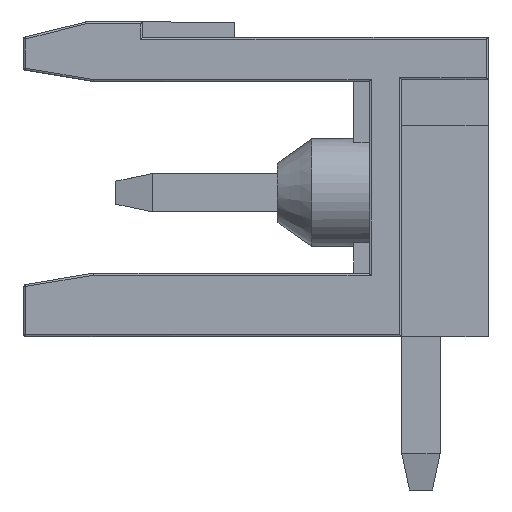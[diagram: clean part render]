
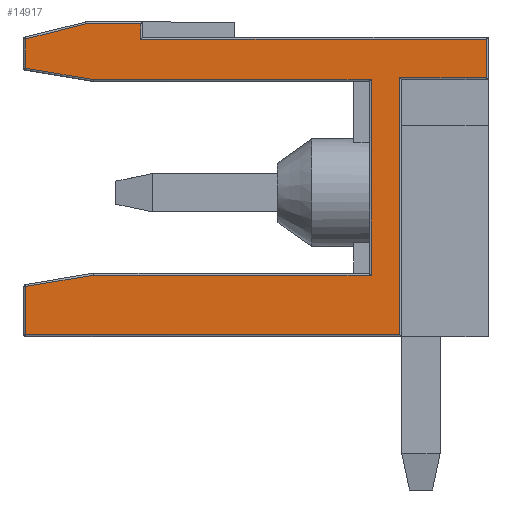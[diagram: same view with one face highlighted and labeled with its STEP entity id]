
A CAD part, left-side view. The second image highlights one B-rep face of the part: STEP entity #14917.
In plain terms, the highlighted planar face has unit normal (-1, 0, 0).
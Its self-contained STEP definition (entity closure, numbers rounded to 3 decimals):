
#218 = PLANE ( 'NONE',  #2664 ) ;
#446 = VECTOR ( 'NONE', #14385, 1000. ) ;
#723 = VECTOR ( 'NONE', #17051, 1000. ) ;
#830 = VECTOR ( 'NONE', #1396, 1000. ) ;
#902 = CARTESIAN_POINT ( 'NONE',  ( 0., 0., 6.75 ) ) ;
#990 = CARTESIAN_POINT ( 'NONE',  ( 0., 9., 7.75 ) ) ;
#1050 = VECTOR ( 'NONE', #16921, 1000. ) ;
#1139 = LINE ( 'NONE', #7946, #22333 ) ;
#1278 = CARTESIAN_POINT ( 'NONE',  ( 0., 12.1, 8.15 ) ) ;
#1396 = DIRECTION ( 'NONE',  ( 0., 0., 1. ) ) ;
#1511 = EDGE_CURVE ( 'NONE', #13742, #4930, #21305, .T. ) ;
#1571 = VECTOR ( 'NONE', #2737, 1000. ) ;
#1738 = LINE ( 'NONE', #17519, #17343 ) ;
#1918 = VERTEX_POINT ( 'NONE', #19218 ) ;
#2140 = CARTESIAN_POINT ( 'NONE',  ( 0., 12.1, 8.2 ) ) ;
#2433 = DIRECTION ( 'NONE',  ( 0., 0., -1. ) ) ;
#2588 = LINE ( 'NONE', #7031, #1571 ) ;
#2664 = AXIS2_PLACEMENT_3D ( 'NONE', #2140, #9426, #2433 ) ;
#2672 = VERTEX_POINT ( 'NONE', #19248 ) ;
#2737 = DIRECTION ( 'NONE',  ( 0., -1., 0. ) ) ;
#3430 = LINE ( 'NONE', #7713, #16043 ) ;
#3608 = LINE ( 'NONE', #12706, #830 ) ;
#4129 = DIRECTION ( 'NONE',  ( 0., -1., 0. ) ) ;
#4388 = EDGE_CURVE ( 'NONE', #4930, #19709, #3608, .T. ) ;
#4439 = CARTESIAN_POINT ( 'NONE',  ( 0., 10.494, 8.15 ) ) ;
#4551 = LINE ( 'NONE', #24682, #23983 ) ;
#4930 = VERTEX_POINT ( 'NONE', #23356 ) ;
#5152 = CARTESIAN_POINT ( 'NONE',  ( 0., 12.092, 1.299 ) ) ;
#5524 = DIRECTION ( 'NONE',  ( 0., -0.986, -0.165 ) ) ;
#5763 = VERTEX_POINT ( 'NONE', #10539 ) ;
#5984 = DIRECTION ( 'NONE',  ( 0., 1., 0. ) ) ;
#6041 = CARTESIAN_POINT ( 'NONE',  ( 0., 3.05, 1.6 ) ) ;
#6217 = CARTESIAN_POINT ( 'NONE',  ( 0., 3.05, 6.7 ) ) ;
#6228 = DIRECTION ( 'NONE',  ( 0., 0.97, -0.243 ) ) ;
#6361 = ORIENTED_EDGE ( 'NONE', *, *, #29134, .T. ) ;
#6494 = ORIENTED_EDGE ( 'NONE', *, *, #11988, .T. ) ;
#6791 = EDGE_CURVE ( 'NONE', #2672, #12942, #23808, .T. ) ;
#7031 = CARTESIAN_POINT ( 'NONE',  ( 0., 3.1, 6.7 ) ) ;
#7477 = CARTESIAN_POINT ( 'NONE',  ( 0., 0.05, 7.75 ) ) ;
#7511 = VERTEX_POINT ( 'NONE', #6041 ) ;
#7713 = CARTESIAN_POINT ( 'NONE',  ( 0., 2.3, 6.7 ) ) ;
#7946 = CARTESIAN_POINT ( 'NONE',  ( 0., 10.3, 1.6 ) ) ;
#8983 = EDGE_CURVE ( 'NONE', #5763, #22428, #2588, .T. ) ;
#9426 = DIRECTION ( 'NONE',  ( 1., 0., 0. ) ) ;
#9433 = EDGE_CURVE ( 'NONE', #12942, #19658, #4551, .T. ) ;
#9737 = LINE ( 'NONE', #16593, #20049 ) ;
#9958 = ORIENTED_EDGE ( 'NONE', *, *, #27328, .T. ) ;
#10148 = EDGE_CURVE ( 'NONE', #19614, #1918, #14383, .T. ) ;
#10539 = CARTESIAN_POINT ( 'NONE',  ( 0., 10.296, 6.7 ) ) ;
#10724 = EDGE_CURVE ( 'NONE', #19658, #13742, #3430, .T. ) ;
#10737 = CARTESIAN_POINT ( 'NONE',  ( 0., 12.088, 7.751 ) ) ;
#11131 = DIRECTION ( 'NONE',  ( 0., 0., 1. ) ) ;
#11988 = EDGE_CURVE ( 'NONE', #14712, #24911, #1738, .T. ) ;
#12107 = VERTEX_POINT ( 'NONE', #18568 ) ;
#12233 = EDGE_CURVE ( 'NONE', #19709, #14712, #23598, .T. ) ;
#12615 = CARTESIAN_POINT ( 'NONE',  ( 0., 12.05, 8.2 ) ) ;
#12706 = CARTESIAN_POINT ( 'NONE',  ( 0., 0.05, 7.8 ) ) ;
#12742 = LINE ( 'NONE', #1278, #25600 ) ;
#12799 = VECTOR ( 'NONE', #21986, 1000. ) ;
#12942 = VERTEX_POINT ( 'NONE', #21837 ) ;
#13696 = EDGE_CURVE ( 'NONE', #25495, #19614, #29080, .T. ) ;
#13742 = VERTEX_POINT ( 'NONE', #17406 ) ;
#13914 = CARTESIAN_POINT ( 'NONE',  ( 0., 9.05, 7.75 ) ) ;
#14383 = LINE ( 'NONE', #12615, #1050 ) ;
#14385 = DIRECTION ( 'NONE',  ( 0., 0.986, -0.165 ) ) ;
#14405 = CARTESIAN_POINT ( 'NONE',  ( 0., 12.05, 8.2 ) ) ;
#14595 = ORIENTED_EDGE ( 'NONE', *, *, #10724, .T. ) ;
#14712 = VERTEX_POINT ( 'NONE', #13914 ) ;
#14809 = DIRECTION ( 'NONE',  ( 0., 1., 0. ) ) ;
#14917 = ADVANCED_FACE ( 'NONE', ( #20725 ), #218, .F. ) ;
#16043 = VECTOR ( 'NONE', #23525, 1000. ) ;
#16416 = ORIENTED_EDGE ( 'NONE', *, *, #9433, .T. ) ;
#16593 = CARTESIAN_POINT ( 'NONE',  ( 0., 10.292, 6.699 ) ) ;
#16647 = ORIENTED_EDGE ( 'NONE', *, *, #17266, .T. ) ;
#16921 = DIRECTION ( 'NONE',  ( 0., 0., -1. ) ) ;
#17051 = DIRECTION ( 'NONE',  ( 0., 1., 0. ) ) ;
#17266 = EDGE_CURVE ( 'NONE', #7511, #12107, #1139, .T. ) ;
#17293 = EDGE_CURVE ( 'NONE', #22428, #7511, #24349, .T. ) ;
#17343 = VECTOR ( 'NONE', #11131, 1000. ) ;
#17406 = CARTESIAN_POINT ( 'NONE',  ( 0., 2.3, 6.75 ) ) ;
#17519 = CARTESIAN_POINT ( 'NONE',  ( 0., 9.05, 8.2 ) ) ;
#18568 = CARTESIAN_POINT ( 'NONE',  ( 0., 10.296, 1.6 ) ) ;
#18805 = VECTOR ( 'NONE', #6228, 1000. ) ;
#19081 = DIRECTION ( 'NONE',  ( 0., -1., 0. ) ) ;
#19218 = CARTESIAN_POINT ( 'NONE',  ( 0., 12.05, 6.994 ) ) ;
#19248 = CARTESIAN_POINT ( 'NONE',  ( 0., 12.05, 1.306 ) ) ;
#19614 = VERTEX_POINT ( 'NONE', #27207 ) ;
#19658 = VERTEX_POINT ( 'NONE', #22449 ) ;
#19709 = VERTEX_POINT ( 'NONE', #7477 ) ;
#20049 = VECTOR ( 'NONE', #5524, 1000. ) ;
#20295 = ORIENTED_EDGE ( 'NONE', *, *, #23408, .T. ) ;
#20335 = ORIENTED_EDGE ( 'NONE', *, *, #17293, .T. ) ;
#20725 = FACE_OUTER_BOUND ( 'NONE', #29137, .T. ) ;
#20806 = ORIENTED_EDGE ( 'NONE', *, *, #12233, .T. ) ;
#20874 = VECTOR ( 'NONE', #19081, 1000. ) ;
#20981 = ORIENTED_EDGE ( 'NONE', *, *, #4388, .T. ) ;
#21305 = LINE ( 'NONE', #902, #20874 ) ;
#21812 = ORIENTED_EDGE ( 'NONE', *, *, #13696, .T. ) ;
#21837 = CARTESIAN_POINT ( 'NONE',  ( 0., 12.05, 0.05 ) ) ;
#21962 = CARTESIAN_POINT ( 'NONE',  ( 0., 9.05, 8.15 ) ) ;
#21986 = DIRECTION ( 'NONE',  ( 0., 0., -1. ) ) ;
#22333 = VECTOR ( 'NONE', #14809, 1000. ) ;
#22428 = VERTEX_POINT ( 'NONE', #6217 ) ;
#22449 = CARTESIAN_POINT ( 'NONE',  ( 0., 2.3, 0.05 ) ) ;
#23356 = CARTESIAN_POINT ( 'NONE',  ( 0., 0.05, 6.75 ) ) ;
#23408 = EDGE_CURVE ( 'NONE', #24911, #25495, #12742, .T. ) ;
#23525 = DIRECTION ( 'NONE',  ( 0., 0., 1. ) ) ;
#23598 = LINE ( 'NONE', #990, #723 ) ;
#23808 = LINE ( 'NONE', #14405, #28132 ) ;
#23983 = VECTOR ( 'NONE', #4129, 1000. ) ;
#24349 = LINE ( 'NONE', #26429, #12799 ) ;
#24543 = ORIENTED_EDGE ( 'NONE', *, *, #10148, .T. ) ;
#24547 = ORIENTED_EDGE ( 'NONE', *, *, #6791, .T. ) ;
#24682 = CARTESIAN_POINT ( 'NONE',  ( 0., 12.1, 0.05 ) ) ;
#24911 = VERTEX_POINT ( 'NONE', #21962 ) ;
#25495 = VERTEX_POINT ( 'NONE', #4439 ) ;
#25583 = LINE ( 'NONE', #5152, #446 ) ;
#25600 = VECTOR ( 'NONE', #5984, 1000. ) ;
#26027 = ORIENTED_EDGE ( 'NONE', *, *, #8983, .T. ) ;
#26429 = CARTESIAN_POINT ( 'NONE',  ( 0., 3.05, 1.65 ) ) ;
#27067 = ORIENTED_EDGE ( 'NONE', *, *, #1511, .T. ) ;
#27207 = CARTESIAN_POINT ( 'NONE',  ( 0., 12.05, 7.761 ) ) ;
#27328 = EDGE_CURVE ( 'NONE', #1918, #5763, #9737, .T. ) ;
#27711 = DIRECTION ( 'NONE',  ( 0., 0., -1. ) ) ;
#28132 = VECTOR ( 'NONE', #27711, 1000. ) ;
#29080 = LINE ( 'NONE', #10737, #18805 ) ;
#29134 = EDGE_CURVE ( 'NONE', #12107, #2672, #25583, .T. ) ;
#29137 = EDGE_LOOP ( 'NONE', ( #20295, #21812, #24543, #9958, #26027, #20335, #16647, #6361, #24547, #16416, #14595, #27067, #20981, #20806, #6494 ) ) ;
